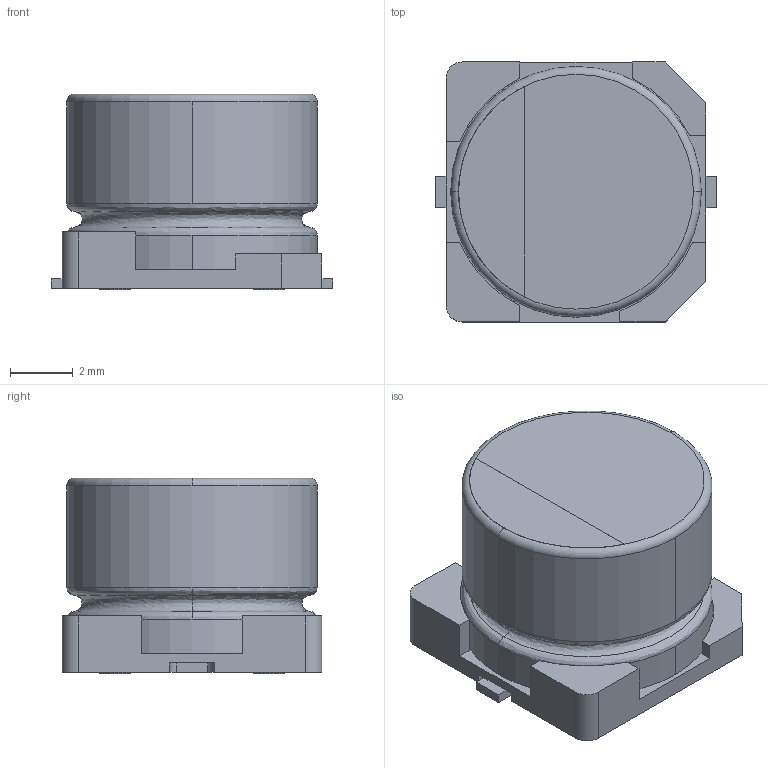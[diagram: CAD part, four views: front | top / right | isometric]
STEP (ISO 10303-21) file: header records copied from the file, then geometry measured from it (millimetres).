
FILE_DESCRIPTION (( 'STEP AP214' ), '1' );
FILE_NAME ('PanasonicRadialCanSizeE.STEP', '2019-03-31T16:41:30', ( '' ), ( '' ), 'SwSTEP 2.0', 'SolidWorks 2018', '' );
FILE_SCHEMA (( 'AUTOMOTIVE_DESIGN' ));
Length unit declared in the file: millimetre
Products named in the file (1): PanasonicRadialCanSizeE
Bounding box: 9 x 8.3 x 6.25 mm (x, y, z)
Volume: 325 mm3; surface area: 369.9 mm2
Topology: 2 solids, 2 shells, 84 faces, 213 edges, 138 vertices
Faces by surface type: plane 50, cylinder 26, bspline 6, torus 2
Entity records: 3475 total; most frequent: CARTESIAN_POINT 526, DIRECTION 451, ORIENTED_EDGE 426, EDGE_CURVE 213, AXIS2_PLACEMENT_3D 159, VERTEX_POINT 138, VECTOR 133, LINE 133
